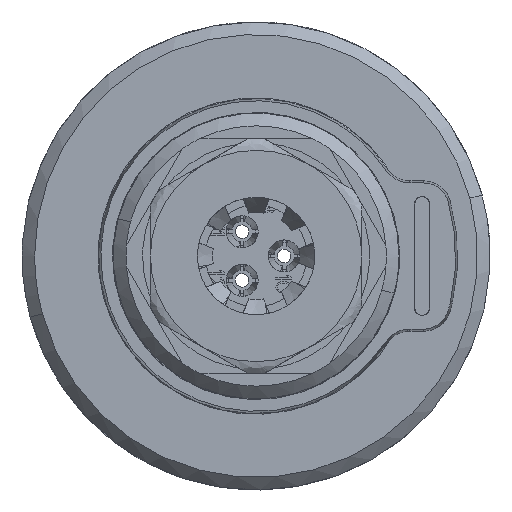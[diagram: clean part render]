
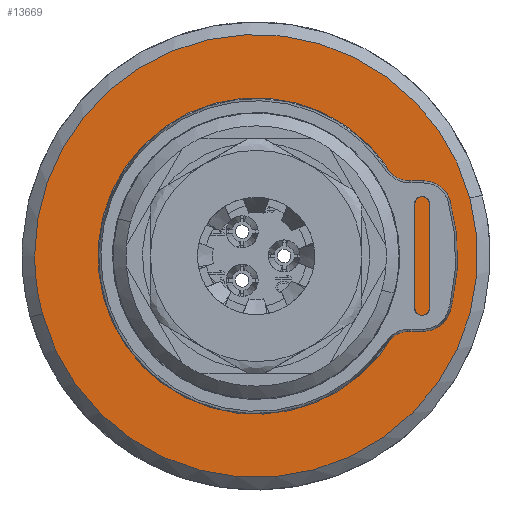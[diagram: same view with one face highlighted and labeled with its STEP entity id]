
A CAD part, left-side view. The second image highlights one B-rep face of the part: STEP entity #13669.
In plain terms, the highlighted planar face has unit normal (-1, 0, 0).
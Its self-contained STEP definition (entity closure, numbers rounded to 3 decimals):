
#13669=ADVANCED_FACE('',(#24363,#24364),#24365,.T.);
#24363=FACE_OUTER_BOUND('',#34838,.T.);
#24364=FACE_BOUND('',#34839,.T.);
#24365=PLANE('',#34840);
#34838=EDGE_LOOP('',(#49894,#49895,#49896));
#34839=EDGE_LOOP('',(#49897,#49898,#49899));
#34840=AXIS2_PLACEMENT_3D('',#49900,#49901,#49902);
#49894=ORIENTED_EDGE('',*,*,#63561,.T.);
#49895=ORIENTED_EDGE('',*,*,#63385,.T.);
#49896=ORIENTED_EDGE('',*,*,#63562,.T.);
#49897=ORIENTED_EDGE('',*,*,#63383,.F.);
#49898=ORIENTED_EDGE('',*,*,#63382,.F.);
#49899=ORIENTED_EDGE('',*,*,#63563,.F.);
#49900=CARTESIAN_POINT('',(-3.175,0.0,18.692));
#49901=DIRECTION('',(-1.0,0.0,0.0));
#49902=DIRECTION('',(0.0,0.0,1.0));
#63382=EDGE_CURVE('',#69665,#69667,#69668,.T.);
#63383=EDGE_CURVE('',#69667,#69661,#69669,.T.);
#63385=EDGE_CURVE('',#69673,#69670,#69674,.T.);
#63561=EDGE_CURVE('',#69964,#69673,#69965,.T.);
#63562=EDGE_CURVE('',#69670,#69964,#69966,.T.);
#63563=EDGE_CURVE('',#69661,#69665,#69967,.T.);
#69661=VERTEX_POINT('',#80232);
#69665=VERTEX_POINT('',#80237);
#69667=VERTEX_POINT('',#80240);
#69668=CIRCLE('',#80241,12.834);
#69669=CIRCLE('',#80242,12.834);
#69670=VERTEX_POINT('',#80243);
#69673=VERTEX_POINT('',#80247);
#69674=CIRCLE('',#80248,17.969);
#69964=VERTEX_POINT('',#87259);
#69965=CIRCLE('',#87260,17.969);
#69966=CIRCLE('',#87261,17.969);
#69967=CIRCLE('',#87262,12.834);
#80232=CARTESIAN_POINT('',(-3.175,-12.39,3.348));
#80237=CARTESIAN_POINT('',(-3.175,12.39,-3.348));
#80240=CARTESIAN_POINT('',(-3.175,-12.834,0.));
#80241=AXIS2_PLACEMENT_3D('',#92398,#92399,#92400);
#80242=AXIS2_PLACEMENT_3D('',#92401,#92402,#92403);
#80243=CARTESIAN_POINT('',(-3.175,-17.347,4.687));
#80247=CARTESIAN_POINT('',(-3.175,17.347,-4.687));
#80248=AXIS2_PLACEMENT_3D('',#92405,#92406,#92407);
#87259=CARTESIAN_POINT('',(-3.175,17.969,0.0));
#87260=AXIS2_PLACEMENT_3D('',#92729,#92730,#92731);
#87261=AXIS2_PLACEMENT_3D('',#92732,#92733,#92734);
#87262=AXIS2_PLACEMENT_3D('',#92735,#92736,#92737);
#92398=CARTESIAN_POINT('',(-3.175,0.0,0.0));
#92399=DIRECTION('',(-1.0,0.0,0.0));
#92400=DIRECTION('',(0.0,-1.0,0.0));
#92401=CARTESIAN_POINT('',(-3.175,0.0,0.0));
#92402=DIRECTION('',(-1.0,0.0,0.0));
#92403=DIRECTION('',(0.0,-1.0,0.0));
#92405=CARTESIAN_POINT('',(-3.175,0.0,0.0));
#92406=DIRECTION('',(-1.0,0.0,0.0));
#92407=DIRECTION('',(0.0,-1.0,0.0));
#92729=CARTESIAN_POINT('',(-3.175,0.0,0.0));
#92730=DIRECTION('',(-1.0,0.0,0.0));
#92731=DIRECTION('',(0.0,-1.0,0.0));
#92732=CARTESIAN_POINT('',(-3.175,0.0,0.0));
#92733=DIRECTION('',(-1.0,0.0,0.0));
#92734=DIRECTION('',(0.0,-1.0,0.0));
#92735=CARTESIAN_POINT('',(-3.175,0.0,0.0));
#92736=DIRECTION('',(-1.0,0.0,0.0));
#92737=DIRECTION('',(0.0,-1.0,0.0));
